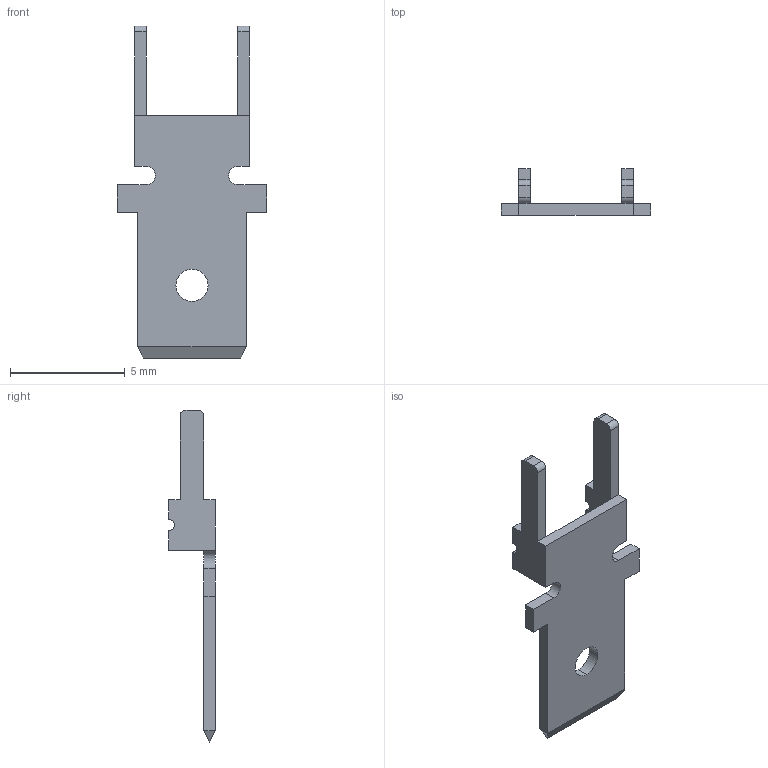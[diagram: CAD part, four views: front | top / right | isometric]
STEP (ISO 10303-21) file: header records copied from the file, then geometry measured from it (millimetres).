
FILE_DESCRIPTION (( 'STEP AP214' ), '1' );
FILE_NAME ('PC Quick-Fit terminal.STEP', '2023-12-06T09:52:10', ( '' ), ( '' ), 'SwSTEP 2.0', 'SolidWorks 2020', '' );
FILE_SCHEMA (( 'AUTOMOTIVE_DESIGN' ));
Length unit declared in the file: millimetre
Products named in the file (1): PC Quick-Fit terminal
Bounding box: 6.5 x 2.03 x 14.48 mm (x, y, z)
Volume: 31.8 mm3; surface area: 158.9 mm2
Topology: 1 solids, 1 shells, 44 faces, 120 edges, 78 vertices
Faces by surface type: plane 34, cylinder 10
Entity records: 1414 total; most frequent: CARTESIAN_POINT 243, ORIENTED_EDGE 240, DIRECTION 230, EDGE_CURVE 120, LINE 100, VECTOR 100, VERTEX_POINT 78, AXIS2_PLACEMENT_3D 65
